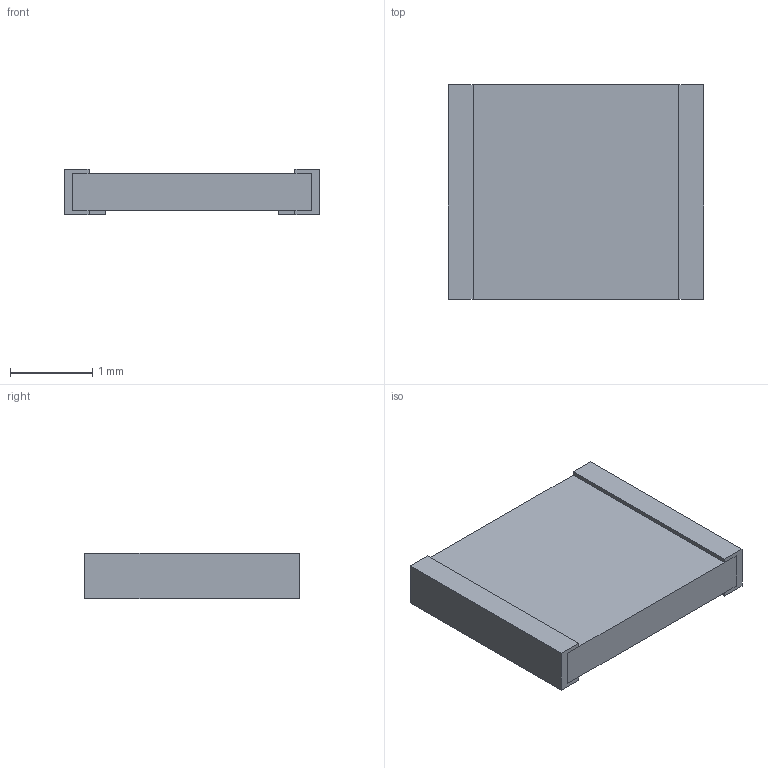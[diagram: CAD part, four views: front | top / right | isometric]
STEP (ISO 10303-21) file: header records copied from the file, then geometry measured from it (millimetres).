
FILE_DESCRIPTION(/* description */ ('Designed by EasyEDA Pro','CAx-IF Rec.Pracs.---Representation and Presentation of Product Manufacturing Information (PMI)---4.0---2014-10-13'),/* implementation_level */ '2;1');
FILE_NAME(/* name */ 'R1210.step',/* time_stamp */ '2025-01-24T16:14:18+08:00',/* author */ (''),/* organization */ (''),/* preprocessor_version */ 'ST-DEVELOPER v20',/* originating_system */ 'Autodesk Translation Framework v13.20.0.188',/* authorisation */ '');
FILE_SCHEMA (('AP203_CONFIGURATION_CONTROLLED_3D_DESIGN_OF_MECHANICAL_PARTS_AND_ASSEMBLIES_MIM_LF { 1 0 10303 203 3 1 4 }','INTEGRATED_CNC_SCHEMA','AP242_MANAGED_MODEL_BASED_3D_ENGINEERING_MIM_LF { 1 0 10303 442 1 1 4 }'));
Length unit declared in the file: millimetre
Products named in the file (3): NH4Z-PCBModel; NH4Z-Board; NH4Z-U1-R1210
Assembly tree (2 placements, depth 2):
  NH4Z-PCBModel
    NH4Z-Board
    NH4Z-U1-R1210
Bounding box: 3.1 x 2.6 x 0.55 mm (x, y, z)
Volume: 3.8 mm3; surface area: 22.5 mm2
Topology: 1 solids, 1 shells, 246 faces, 675 edges, 450 vertices
Faces by surface type: plane 148, bspline 98
Entity records: 8613 total; most frequent: CARTESIAN_POINT 2432, ORIENTED_EDGE 1350, DIRECTION 949, EDGE_CURVE 675, LINE 479, VECTOR 479, VERTEX_POINT 450, EDGE_LOOP 265
